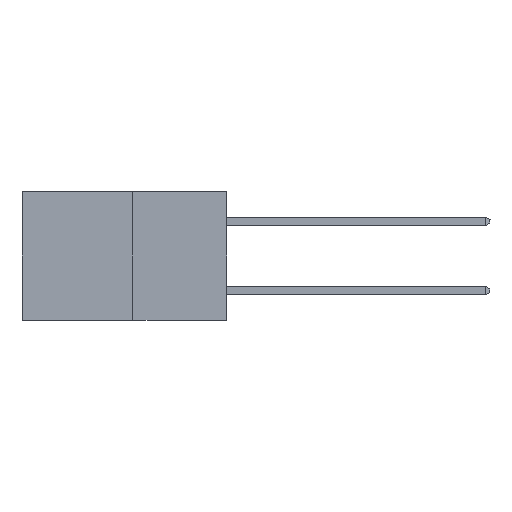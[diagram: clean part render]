
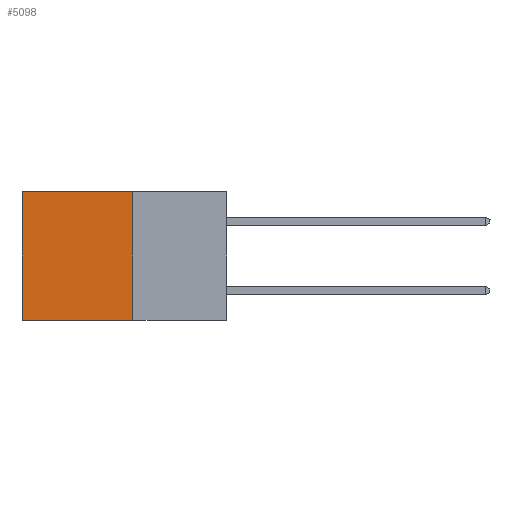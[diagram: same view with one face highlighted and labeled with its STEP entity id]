
A CAD part, left-side view. The second image highlights one B-rep face of the part: STEP entity #5098.
In plain terms, the highlighted planar face has unit normal (-1, 0, 0).
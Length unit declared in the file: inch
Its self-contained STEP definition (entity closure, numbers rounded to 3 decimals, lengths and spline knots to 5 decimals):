
#135 = DIRECTION ( 'NONE',  ( 0., 0., -1. ) ) ;
#257 = VECTOR ( 'NONE', #135, 39.37008 ) ;
#464 = LINE ( 'NONE', #7891, #4426 ) ;
#666 = ORIENTED_EDGE ( 'NONE', *, *, #5680, .T. ) ;
#1172 = EDGE_CURVE ( 'NONE', #2123, #7498, #4436, .T. ) ;
#1552 = VERTEX_POINT ( 'NONE', #4512 ) ;
#1849 = FACE_OUTER_BOUND ( 'NONE', #3087, .T. ) ;
#1967 = VERTEX_POINT ( 'NONE', #5954 ) ;
#2123 = VERTEX_POINT ( 'NONE', #6576 ) ;
#2479 = ORIENTED_EDGE ( 'NONE', *, *, #5334, .T. ) ;
#3087 = EDGE_LOOP ( 'NONE', ( #666, #9487, #3303, #2479 ) ) ;
#3303 = ORIENTED_EDGE ( 'NONE', *, *, #1172, .F. ) ;
#3481 = LINE ( 'NONE', #3964, #5611 ) ;
#3941 = DIRECTION ( 'NONE',  ( 0., 0., -1. ) ) ;
#3964 = CARTESIAN_POINT ( 'NONE',  ( 0.277, 0.59, -0.37 ) ) ;
#4426 = VECTOR ( 'NONE', #8019, 39.37008 ) ;
#4436 = LINE ( 'NONE', #4823, #257 ) ;
#4512 = CARTESIAN_POINT ( 'NONE',  ( 0.277, 0.59, 0. ) ) ;
#4823 = CARTESIAN_POINT ( 'NONE',  ( 0.277, 0.27, -0.37 ) ) ;
#4963 = LINE ( 'NONE', #6134, #6195 ) ;
#5063 = EDGE_CURVE ( 'NONE', #7498, #1967, #464, .T. ) ;
#5098 = ADVANCED_FACE ( 'NONE', ( #1849 ), #7679, .F. ) ;
#5334 = EDGE_CURVE ( 'NONE', #2123, #1552, #4963, .T. ) ;
#5611 = VECTOR ( 'NONE', #3941, 39.37008 ) ;
#5680 = EDGE_CURVE ( 'NONE', #1552, #1967, #3481, .T. ) ;
#5954 = CARTESIAN_POINT ( 'NONE',  ( 0.277, 0.59, -0.37 ) ) ;
#6134 = CARTESIAN_POINT ( 'NONE',  ( 0.277, 0.27, 0. ) ) ;
#6195 = VECTOR ( 'NONE', #6353, 39.37008 ) ;
#6353 = DIRECTION ( 'NONE',  ( 0., 1., 0. ) ) ;
#6576 = CARTESIAN_POINT ( 'NONE',  ( 0.277, 0.27, 0. ) ) ;
#6716 = CARTESIAN_POINT ( 'NONE',  ( 0.277, 0.27, -0.37 ) ) ;
#7498 = VERTEX_POINT ( 'NONE', #6716 ) ;
#7585 = DIRECTION ( 'NONE',  ( 0., 0., -1. ) ) ;
#7588 = DIRECTION ( 'NONE',  ( 1., 0., 0. ) ) ;
#7603 = CARTESIAN_POINT ( 'NONE',  ( 0.277, 0.27, -0.37 ) ) ;
#7679 = PLANE ( 'NONE',  #8598 ) ;
#7891 = CARTESIAN_POINT ( 'NONE',  ( 0.277, 0.27, -0.37 ) ) ;
#8019 = DIRECTION ( 'NONE',  ( 0., 1., 0. ) ) ;
#8598 = AXIS2_PLACEMENT_3D ( 'NONE', #7603, #7588, #7585 ) ;
#9487 = ORIENTED_EDGE ( 'NONE', *, *, #5063, .F. ) ;
